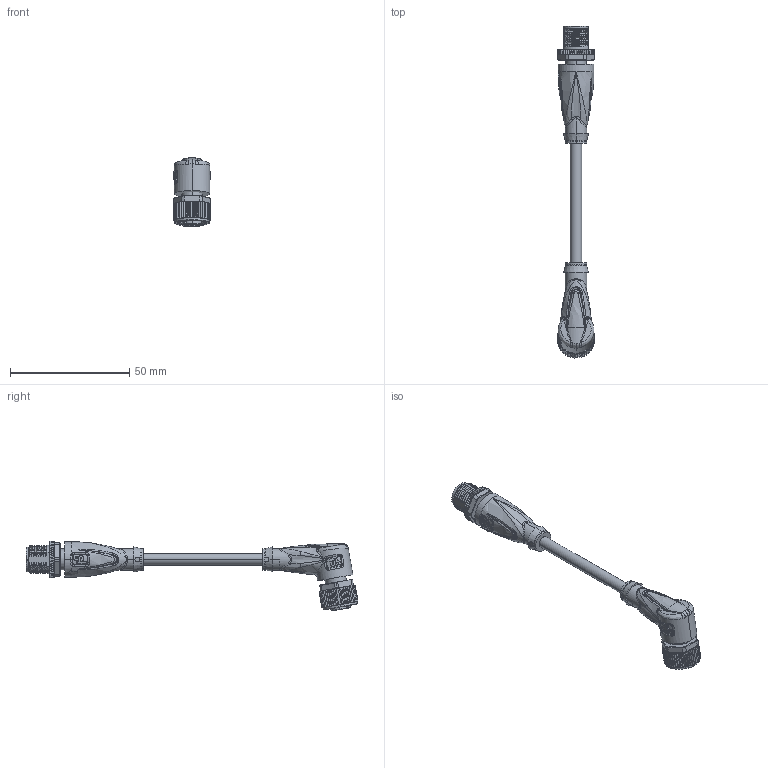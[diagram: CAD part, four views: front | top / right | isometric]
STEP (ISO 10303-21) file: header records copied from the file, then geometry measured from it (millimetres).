
FILE_DESCRIPTION(('STEP AP214'),'1');
FILE_NAME('cctmp_32E6741B-244F-4A44-A8CE-5F9559EA8821_2022_04_27_10_41_43_0058..stp','2022-04-27T08:41:52',('KiM GmbH'),('CADClick - www.CADClick.com'),'Spatial InterOp 3D postprocessed',' ','unknown authorization');
FILE_SCHEMA(('AUTOMOTIVE_DESIGN'));
Length unit declared in the file: millimetre
Products named in the file (9): Connection2; Connection2_2; Connection2_1; T193325_1; Cable; Connection1; Connection1_2; Connection1_1; T193325
Assembly tree (8 placements, depth 4):
  T193325
    T193325_1
      Connection2
        Connection2_2
        Connection2_1
      Cable
      Connection1
        Connection1_2
        Connection1_1
Bounding box: 15.4 x 138.96 x 29.23 mm (x, y, z)
Volume: 12415.1 mm3; surface area: 9077.1 mm2
Topology: 7 solids, 29 shells, 2206 faces, 5755 edges, 3633 vertices
Faces by surface type: plane 973, cylinder 478, torus 323, bspline 290, cone 134, sphere 4, extrusion 4
Entity records: 105899 total; most frequent: CARTESIAN_POINT 46964, ORIENTED_EDGE 11430, DIRECTION 10154, EDGE_CURVE 5737, AXIS2_PLACEMENT_3D 3654, VERTEX_POINT 3633, VECTOR 2846, LINE 2842
